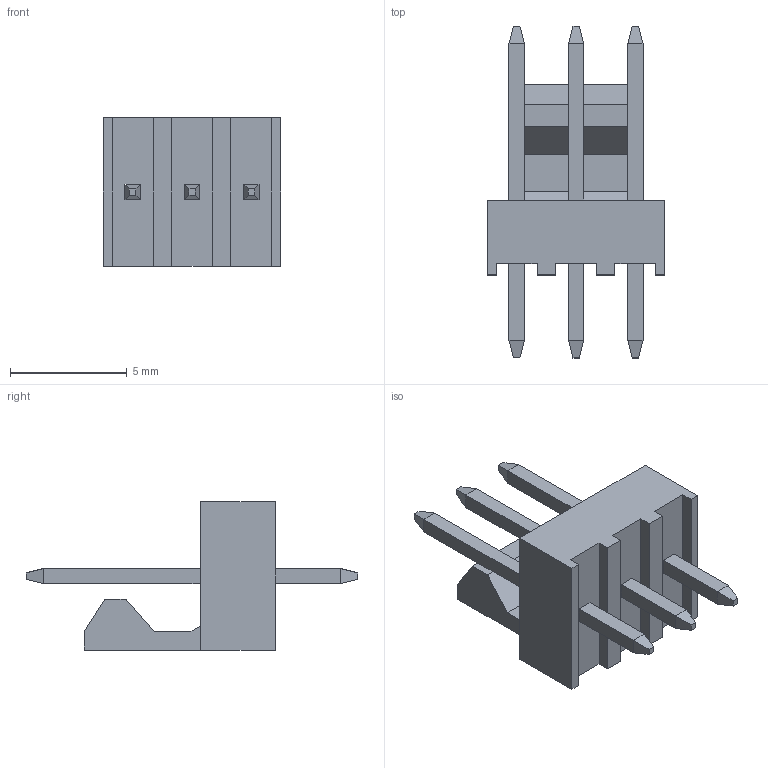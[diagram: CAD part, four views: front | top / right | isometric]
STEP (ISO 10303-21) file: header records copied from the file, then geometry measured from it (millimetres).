
FILE_DESCRIPTION (( 'STEP AP214' ), '1' );
FILE_NAME ('9D6240EE-9850-4B1D-9371-EE39AA7BA48B.STEP', '2008-07-01T14:19:03', ( 'SysAdmin' ), ( 'SolidWorks' ), 'SwSTEP 2.0', 'SolidWorks 2008', '' );
FILE_SCHEMA (( 'AUTOMOTIVE_DESIGN' ));
Length unit declared in the file: inch
Products named in the file (3): SW3dPS-Molex - 3-Pin Header with Lock (0.100in pitch)_Molex - 3-Pin Header Base with Lock (0.100in pitch); 9D6240EE-9850-4B1D-9371-EE39AA7BA48B; SW3dPS-Molex - 3-Pin Header with Lock (0.100in pitch)_Molex - Header Pin
Assembly tree (4 placements, depth 2):
  9D6240EE-9850-4B1D-9371-EE39AA7BA48B
    SW3dPS-Molex - 3-Pin Header with Lock (0.100in pitch)_Molex - Header Pin  x3
    SW3dPS-Molex - 3-Pin Header with Lock (0.100in pitch)_Molex - 3-Pin Header Base with Lock (0.100in pitch)
Bounding box: 7.62 x 14.22 x 6.35 mm (x, y, z)
Volume: 185.4 mm3; surface area: 397.5 mm2
Topology: 4 solids, 4 shells, 80 faces, 192 edges, 120 vertices
Faces by surface type: plane 80
Entity records: 1682 total; most frequent: CARTESIAN_POINT 283, ORIENTED_EDGE 272, DIRECTION 254, EDGE_CURVE 136, VECTOR 136, LINE 136, VERTEX_POINT 88, AXIS2_PLACEMENT_3D 59
